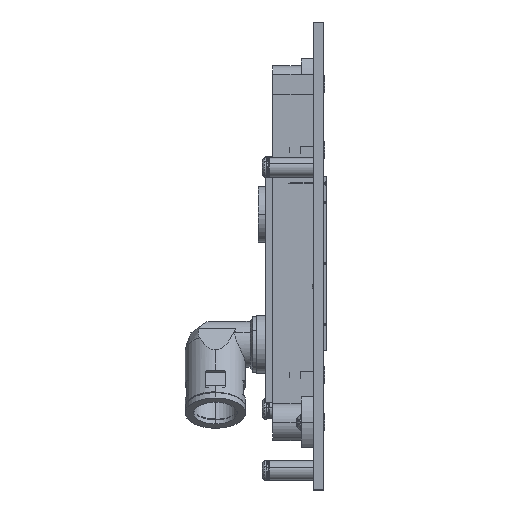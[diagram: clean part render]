
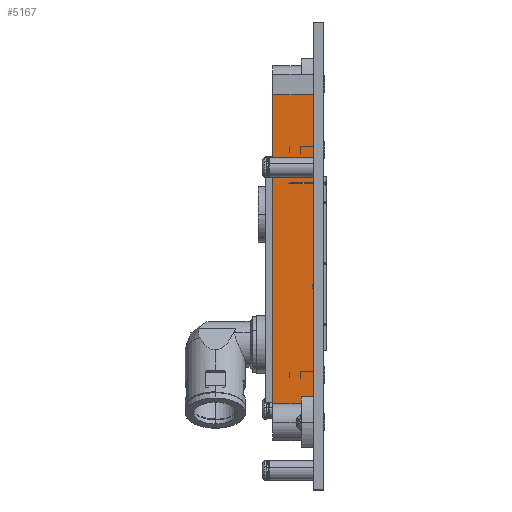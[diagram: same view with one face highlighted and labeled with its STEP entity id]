
A CAD part, left-side view. The second image highlights one B-rep face of the part: STEP entity #5167.
In plain terms, the highlighted face is planar.
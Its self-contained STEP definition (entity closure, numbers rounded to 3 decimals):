
#793 = VERTEX_POINT ( 'NONE', #13210 ) ;
#841 = ORIENTED_EDGE ( 'NONE', *, *, #4797, .T. ) ;
#2825 = VERTEX_POINT ( 'NONE', #19678 ) ;
#3144 = AXIS2_PLACEMENT_3D ( 'NONE', #13184, #14639, #3667 ) ;
#3223 = LINE ( 'NONE', #3568, #19288 ) ;
#3568 = CARTESIAN_POINT ( 'NONE',  ( 6., 0., 155. ) ) ;
#3667 = DIRECTION ( 'NONE',  ( 0., 0., 1. ) ) ;
#4797 = EDGE_CURVE ( 'NONE', #2825, #793, #11836, .T. ) ;
#5167 = ADVANCED_FACE ( 'NONE', ( #9122 ), #16821, .F. ) ;
#6862 = CARTESIAN_POINT ( 'NONE',  ( 6., 20., 155. ) ) ;
#7117 = EDGE_CURVE ( 'NONE', #16102, #20103, #23610, .T. ) ;
#7864 = EDGE_LOOP ( 'NONE', ( #841, #21158, #20634, #22837 ) ) ;
#8648 = DIRECTION ( 'NONE',  ( 0., 0., -1. ) ) ;
#8874 = LINE ( 'NONE', #19619, #14955 ) ;
#8948 = DIRECTION ( 'NONE',  ( 0., 1., 0. ) ) ;
#9122 = FACE_OUTER_BOUND ( 'NONE', #7864, .T. ) ;
#11092 = EDGE_CURVE ( 'NONE', #20103, #793, #8874, .T. ) ;
#11836 = LINE ( 'NONE', #22663, #19716 ) ;
#13184 = CARTESIAN_POINT ( 'NONE',  ( 6., 0., 155. ) ) ;
#13210 = CARTESIAN_POINT ( 'NONE',  ( 6., 20., 0. ) ) ;
#14102 = DIRECTION ( 'NONE',  ( 0., 0., -1. ) ) ;
#14639 = DIRECTION ( 'NONE',  ( -1., 0., 0. ) ) ;
#14955 = VECTOR ( 'NONE', #8648, 1000. ) ;
#16102 = VERTEX_POINT ( 'NONE', #19306 ) ;
#16821 = PLANE ( 'NONE',  #3144 ) ;
#18771 = EDGE_CURVE ( 'NONE', #16102, #2825, #3223, .T. ) ;
#19288 = VECTOR ( 'NONE', #14102, 1000. ) ;
#19306 = CARTESIAN_POINT ( 'NONE',  ( 6., 0., 155. ) ) ;
#19619 = CARTESIAN_POINT ( 'NONE',  ( 6., 20., 155. ) ) ;
#19678 = CARTESIAN_POINT ( 'NONE',  ( 6., 0., 0. ) ) ;
#19716 = VECTOR ( 'NONE', #22416, 1000. ) ;
#20103 = VERTEX_POINT ( 'NONE', #6862 ) ;
#20634 = ORIENTED_EDGE ( 'NONE', *, *, #7117, .F. ) ;
#21158 = ORIENTED_EDGE ( 'NONE', *, *, #11092, .F. ) ;
#21348 = CARTESIAN_POINT ( 'NONE',  ( 6., 0., 155. ) ) ;
#21705 = VECTOR ( 'NONE', #8948, 1000. ) ;
#22416 = DIRECTION ( 'NONE',  ( 0., 1., 0. ) ) ;
#22663 = CARTESIAN_POINT ( 'NONE',  ( 6., 0., 0. ) ) ;
#22837 = ORIENTED_EDGE ( 'NONE', *, *, #18771, .T. ) ;
#23610 = LINE ( 'NONE', #21348, #21705 ) ;
